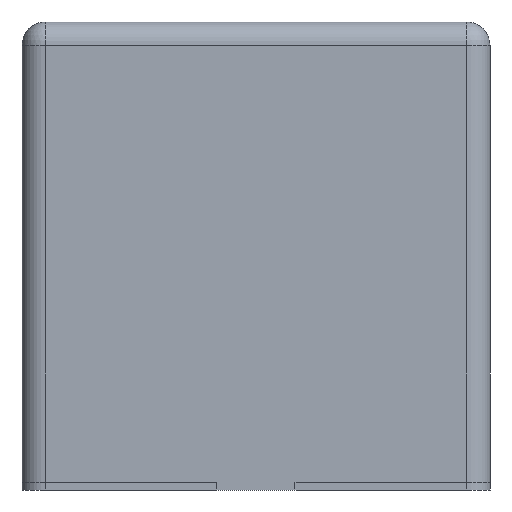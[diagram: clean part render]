
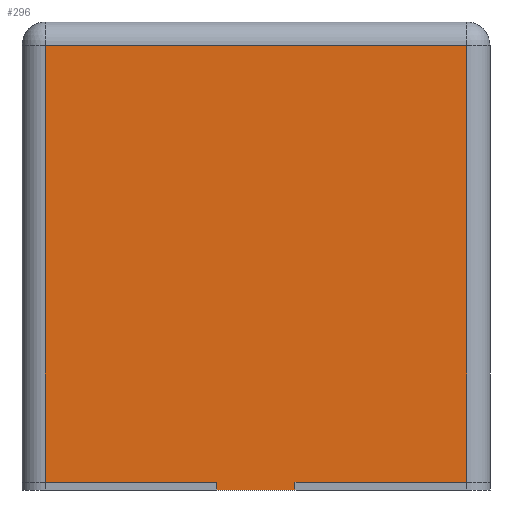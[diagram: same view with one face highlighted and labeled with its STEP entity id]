
A CAD part, front view. The second image highlights one B-rep face of the part: STEP entity #296.
In plain terms, the highlighted planar face has unit normal (0, -1, 0).
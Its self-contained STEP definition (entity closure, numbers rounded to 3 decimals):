
#12=DIRECTION('',(0.,0.,1.));
#65=DIRECTION('',(0.,1.,0.));
#77=VECTOR('',#78,1.);
#78=DIRECTION('',(1.,0.,0.));
#103=VECTOR('',#12,1.);
#109=CARTESIAN_POINT('',(-1.5,-2.,0.05));
#116=CARTESIAN_POINT('',(-1.5,-2.,0.));
#122=VERTEX_POINT('',#123);
#123=CARTESIAN_POINT('',(-1.35,-2.,2.85));
#173=ORIENTED_EDGE('',*,*,#174,.T.);
#174=EDGE_CURVE('',#122,#175,#177,.T.);
#175=VERTEX_POINT('',#176);
#176=CARTESIAN_POINT('',(1.35,-2.,2.85));
#177=LINE('',#123,#77);
#212=VERTEX_POINT('',#213);
#213=CARTESIAN_POINT('',(-1.35,-2.,0.05));
#218=ORIENTED_EDGE('',*,*,#219,.T.);
#219=EDGE_CURVE('',#212,#122,#220,.T.);
#220=LINE('',#221,#103);
#221=CARTESIAN_POINT('',(-1.35,-2.,0.));
#296=ADVANCED_FACE('',(#297),#328,.F.);
#297=FACE_BOUND('',#298,.F.);
#298=EDGE_LOOP('',(#299,#218,#173,#304,#310,#315,#320,#325));
#299=ORIENTED_EDGE('',*,*,#300,.F.);
#300=EDGE_CURVE('',#212,#301,#303,.T.);
#301=VERTEX_POINT('',#302);
#302=CARTESIAN_POINT('',(-0.25,-2.,0.05));
#303=LINE('',#109,#77);
#304=ORIENTED_EDGE('',*,*,#305,.F.);
#305=EDGE_CURVE('',#306,#175,#308,.T.);
#306=VERTEX_POINT('',#307);
#307=CARTESIAN_POINT('',(1.35,-2.,0.05));
#308=LINE('',#309,#103);
#309=CARTESIAN_POINT('',(1.35,-2.,0.));
#310=ORIENTED_EDGE('',*,*,#311,.F.);
#311=EDGE_CURVE('',#312,#306,#314,.T.);
#312=VERTEX_POINT('',#313);
#313=CARTESIAN_POINT('',(0.25,-2.,0.05));
#314=LINE('',#313,#77);
#315=ORIENTED_EDGE('',*,*,#316,.F.);
#316=EDGE_CURVE('',#317,#312,#319,.T.);
#317=VERTEX_POINT('',#318);
#318=CARTESIAN_POINT('',(0.25,-2.,0.));
#319=LINE('',#318,#103);
#320=ORIENTED_EDGE('',*,*,#321,.F.);
#321=EDGE_CURVE('',#322,#317,#324,.T.);
#322=VERTEX_POINT('',#323);
#323=CARTESIAN_POINT('',(-0.25,-2.,0.));
#324=LINE('',#116,#77);
#325=ORIENTED_EDGE('',*,*,#326,.T.);
#326=EDGE_CURVE('',#322,#301,#327,.T.);
#327=LINE('',#323,#103);
#328=PLANE('',#329);
#329=AXIS2_PLACEMENT_3D('',#116,#65,#12);
